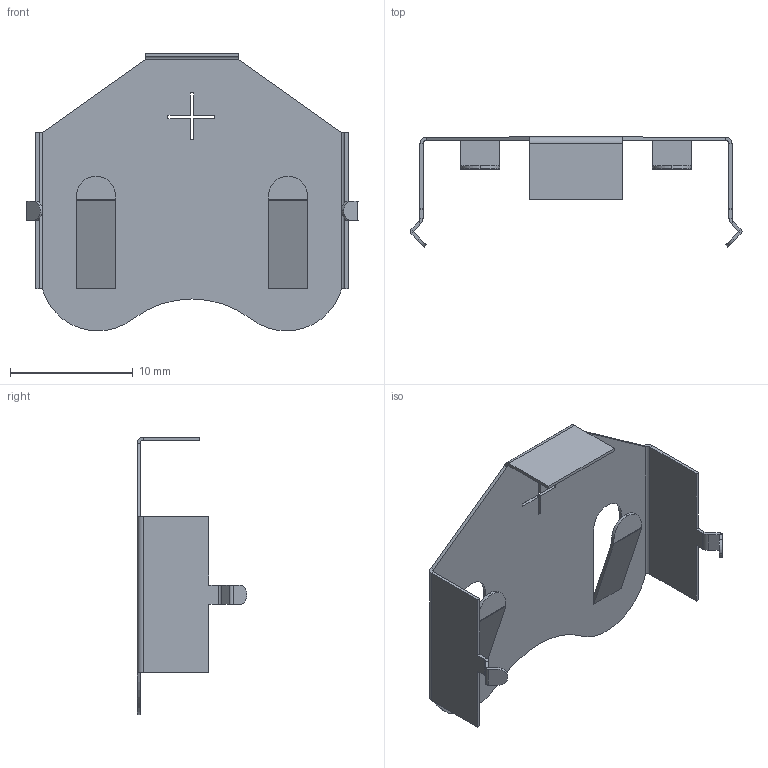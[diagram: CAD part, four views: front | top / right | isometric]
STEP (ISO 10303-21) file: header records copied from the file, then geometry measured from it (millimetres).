
FILE_DESCRIPTION (( 'STEP AP214' ), '1' );
FILE_NAME ('3009.STEP', '2016-12-16T16:38:40', ( '' ), ( '' ), 'SwSTEP 2.0', 'SolidWorks 2013', '' );
FILE_SCHEMA (( 'AUTOMOTIVE_DESIGN' ));
Length unit declared in the file: inch
Products named in the file (1): 3009
Bounding box: 27.02 x 8.94 x 22.61 mm (x, y, z)
Volume: 167.9 mm3; surface area: 1379.6 mm2
Topology: 1 solids, 1 shells, 125 faces, 281 edges, 158 vertices
Faces by surface type: plane 95, cylinder 30
Entity records: 3405 total; most frequent: DIRECTION 593, CARTESIAN_POINT 565, ORIENTED_EDGE 562, EDGE_CURVE 281, VECTOR 221, LINE 221, AXIS2_PLACEMENT_3D 186, VERTEX_POINT 158
